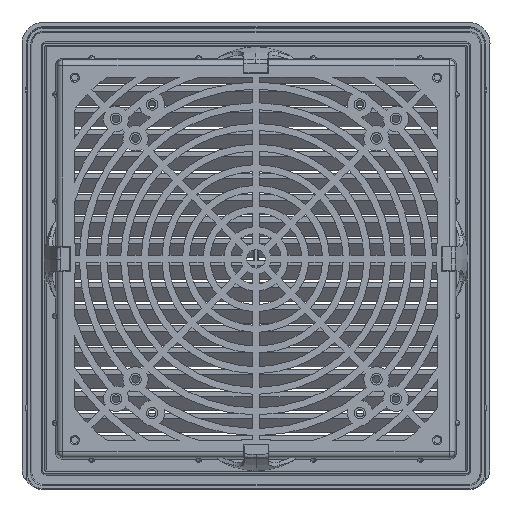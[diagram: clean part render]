
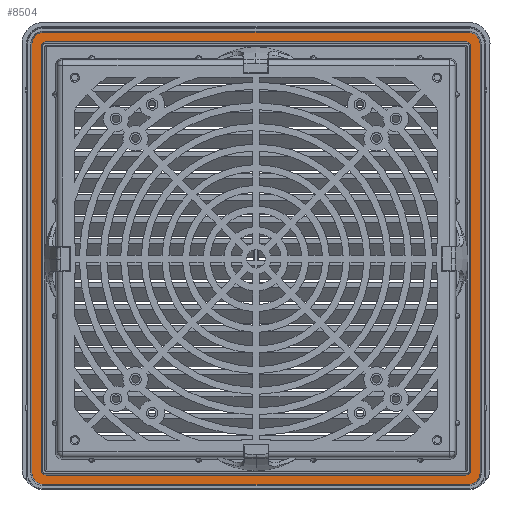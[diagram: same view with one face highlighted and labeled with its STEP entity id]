
A CAD part, top view. The second image highlights one B-rep face of the part: STEP entity #8504.
In plain terms, the highlighted planar face has unit normal (0, 0, 1).
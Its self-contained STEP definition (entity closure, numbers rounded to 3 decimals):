
#1472=FACE_BOUND('',#13054,.T.);
#1473=FACE_BOUND('',#13055,.T.);
#2266=B_SPLINE_CURVE_WITH_KNOTS('',3,(#50276,#50277,#50278,#50279,#50280,
#50281),.UNSPECIFIED.,.F.,.F.,(4,2,4),(0.,0.5,1.),.UNSPECIFIED.);
#2267=B_SPLINE_CURVE_WITH_KNOTS('',3,(#50285,#50286,#50287,#50288,#50289,
#50290),.UNSPECIFIED.,.F.,.F.,(4,2,4),(0.,0.5,1.),.UNSPECIFIED.);
#2268=B_SPLINE_CURVE_WITH_KNOTS('',3,(#50294,#50295,#50296,#50297,#50298,
#50299),.UNSPECIFIED.,.F.,.F.,(4,2,4),(0.,0.5,1.),.UNSPECIFIED.);
#2269=B_SPLINE_CURVE_WITH_KNOTS('',3,(#50303,#50304,#50305,#50306,#50307,
#50308),.UNSPECIFIED.,.F.,.F.,(4,2,4),(0.,0.5,1.),.UNSPECIFIED.);
#3387=LINE('',#50260,#6100);
#3388=LINE('',#50264,#6101);
#3389=LINE('',#50268,#6102);
#3390=LINE('',#50272,#6103);
#3391=LINE('',#50273,#6104);
#3392=LINE('',#50283,#6105);
#3393=LINE('',#50292,#6106);
#3394=LINE('',#50301,#6107);
#6100=VECTOR('',#39342,1.);
#6101=VECTOR('',#39345,1.);
#6102=VECTOR('',#39348,1.);
#6103=VECTOR('',#39351,1.);
#6104=VECTOR('',#39352,1.);
#6105=VECTOR('',#39353,1.);
#6106=VECTOR('',#39354,1.);
#6107=VECTOR('',#39355,1.);
#8504=ADVANCED_FACE('',(#1472,#1473),#10111,.T.);
#10111=PLANE('',#34656);
#13054=EDGE_LOOP('',(#17117,#17118,#17119,#17120,#17121,#17122,#17123,#17124));
#13055=EDGE_LOOP('',(#17125,#17126,#17127,#17128,#17129,#17130,#17131,#17132));
#17117=ORIENTED_EDGE('',*,*,#29574,.F.);
#17118=ORIENTED_EDGE('',*,*,#29575,.F.);
#17119=ORIENTED_EDGE('',*,*,#29576,.F.);
#17120=ORIENTED_EDGE('',*,*,#29577,.T.);
#17121=ORIENTED_EDGE('',*,*,#29578,.T.);
#17122=ORIENTED_EDGE('',*,*,#29579,.T.);
#17123=ORIENTED_EDGE('',*,*,#29580,.T.);
#17124=ORIENTED_EDGE('',*,*,#29581,.F.);
#17125=ORIENTED_EDGE('',*,*,#29582,.T.);
#17126=ORIENTED_EDGE('',*,*,#29583,.F.);
#17127=ORIENTED_EDGE('',*,*,#29584,.T.);
#17128=ORIENTED_EDGE('',*,*,#29585,.T.);
#17129=ORIENTED_EDGE('',*,*,#29586,.F.);
#17130=ORIENTED_EDGE('',*,*,#29587,.T.);
#17131=ORIENTED_EDGE('',*,*,#29588,.F.);
#17132=ORIENTED_EDGE('',*,*,#29589,.F.);
#25949=VERTEX_POINT('',#50258);
#25950=VERTEX_POINT('',#50259);
#25951=VERTEX_POINT('',#50261);
#25952=VERTEX_POINT('',#50263);
#25953=VERTEX_POINT('',#50265);
#25954=VERTEX_POINT('',#50267);
#25955=VERTEX_POINT('',#50269);
#25956=VERTEX_POINT('',#50271);
#25957=VERTEX_POINT('',#50274);
#25958=VERTEX_POINT('',#50275);
#25959=VERTEX_POINT('',#50282);
#25960=VERTEX_POINT('',#50284);
#25961=VERTEX_POINT('',#50291);
#25962=VERTEX_POINT('',#50293);
#25963=VERTEX_POINT('',#50300);
#25964=VERTEX_POINT('',#50302);
#29574=EDGE_CURVE('',#25949,#25950,#33271,.T.);
#29575=EDGE_CURVE('',#25951,#25949,#3387,.T.);
#29576=EDGE_CURVE('',#25952,#25951,#33272,.T.);
#29577=EDGE_CURVE('',#25952,#25953,#3388,.T.);
#29578=EDGE_CURVE('',#25953,#25954,#33273,.T.);
#29579=EDGE_CURVE('',#25954,#25955,#3389,.T.);
#29580=EDGE_CURVE('',#25955,#25956,#33274,.T.);
#29581=EDGE_CURVE('',#25950,#25956,#3390,.T.);
#29582=EDGE_CURVE('',#25957,#25958,#3391,.T.);
#29583=EDGE_CURVE('',#25959,#25958,#2266,.T.);
#29584=EDGE_CURVE('',#25959,#25960,#3392,.T.);
#29585=EDGE_CURVE('',#25960,#25961,#2267,.T.);
#29586=EDGE_CURVE('',#25962,#25961,#3393,.T.);
#29587=EDGE_CURVE('',#25962,#25963,#2268,.T.);
#29588=EDGE_CURVE('',#25964,#25963,#3394,.T.);
#29589=EDGE_CURVE('',#25957,#25964,#2269,.T.);
#33271=CIRCLE('',#34652,1.982);
#33272=CIRCLE('',#34653,1.982);
#33273=CIRCLE('',#34654,1.982);
#33274=CIRCLE('',#34655,1.982);
#34652=AXIS2_PLACEMENT_3D('',#50257,#39340,#39341);
#34653=AXIS2_PLACEMENT_3D('',#50262,#39343,#39344);
#34654=AXIS2_PLACEMENT_3D('',#50266,#39346,#39347);
#34655=AXIS2_PLACEMENT_3D('',#50270,#39349,#39350);
#34656=AXIS2_PLACEMENT_3D('',#50309,#39356,#39357);
#39340=DIRECTION('',(0.,0.,1.));
#39341=DIRECTION('',(-1.,0.,0.));
#39342=DIRECTION('',(0.,-1.,0.));
#39343=DIRECTION('',(0.,0.,1.));
#39344=DIRECTION('',(-1.,0.,0.));
#39345=DIRECTION('',(1.,0.,0.));
#39346=DIRECTION('',(0.,0.,-1.));
#39347=DIRECTION('',(1.,0.,0.));
#39348=DIRECTION('',(0.,-1.,0.));
#39349=DIRECTION('',(0.,0.,-1.));
#39350=DIRECTION('',(1.,0.,0.));
#39351=DIRECTION('',(1.,0.,0.));
#39352=DIRECTION('',(0.,-1.,0.));
#39353=DIRECTION('',(1.,0.,0.));
#39354=DIRECTION('',(0.,-1.,0.));
#39355=DIRECTION('',(1.,0.,0.));
#39356=DIRECTION('',(0.,0.,1.));
#39357=DIRECTION('',(-1.,0.,0.));
#50257=CARTESIAN_POINT('',(-196.291,-652.622,1.6));
#50258=CARTESIAN_POINT('',(-198.272,-652.622,1.6));
#50259=CARTESIAN_POINT('',(-196.291,-654.603,1.6));
#50260=CARTESIAN_POINT('',(-198.272,-587.348,1.6));
#50261=CARTESIAN_POINT('',(-198.272,-467.792,1.6));
#50262=CARTESIAN_POINT('',(-196.291,-467.792,1.6));
#50263=CARTESIAN_POINT('',(-196.291,-465.81,1.6));
#50264=CARTESIAN_POINT('',(-111.561,-465.81,1.6));
#50265=CARTESIAN_POINT('',(-13.261,-465.81,1.6));
#50266=CARTESIAN_POINT('',(-13.261,-467.792,1.6));
#50267=CARTESIAN_POINT('',(-11.28,-467.792,1.6));
#50268=CARTESIAN_POINT('',(-11.28,-587.348,1.6));
#50269=CARTESIAN_POINT('',(-11.28,-652.622,1.6));
#50270=CARTESIAN_POINT('',(-13.261,-652.622,1.6));
#50271=CARTESIAN_POINT('',(-13.261,-654.603,1.6));
#50272=CARTESIAN_POINT('',(-11.089,-654.603,1.6));
#50273=CARTESIAN_POINT('',(-202.46,-539.001,1.6));
#50274=CARTESIAN_POINT('',(-202.46,-466.881,1.6));
#50275=CARTESIAN_POINT('',(-202.46,-653.533,1.6));
#50276=CARTESIAN_POINT('',(-197.202,-658.791,1.6));
#50277=CARTESIAN_POINT('',(-198.59,-658.791,1.6));
#50278=CARTESIAN_POINT('',(-199.954,-658.218,1.6));
#50279=CARTESIAN_POINT('',(-201.887,-656.285,1.6));
#50280=CARTESIAN_POINT('',(-202.46,-654.921,1.6));
#50281=CARTESIAN_POINT('',(-202.46,-653.533,1.6));
#50282=CARTESIAN_POINT('',(-197.202,-658.791,1.6));
#50283=CARTESIAN_POINT('',(-114.798,-658.791,1.6));
#50284=CARTESIAN_POINT('',(-12.35,-658.791,1.6));
#50285=CARTESIAN_POINT('',(-12.35,-658.791,1.6));
#50286=CARTESIAN_POINT('',(-10.962,-658.791,1.6));
#50287=CARTESIAN_POINT('',(-9.598,-658.218,1.6));
#50288=CARTESIAN_POINT('',(-7.665,-656.285,1.6));
#50289=CARTESIAN_POINT('',(-7.092,-654.921,1.6));
#50290=CARTESIAN_POINT('',(-7.092,-653.533,1.6));
#50291=CARTESIAN_POINT('',(-7.092,-653.533,1.6));
#50292=CARTESIAN_POINT('',(-7.092,-539.001,1.6));
#50293=CARTESIAN_POINT('',(-7.092,-466.881,1.6));
#50294=CARTESIAN_POINT('',(-7.092,-466.881,1.6));
#50295=CARTESIAN_POINT('',(-7.092,-465.493,1.6));
#50296=CARTESIAN_POINT('',(-7.665,-464.129,1.6));
#50297=CARTESIAN_POINT('',(-9.598,-462.196,1.6));
#50298=CARTESIAN_POINT('',(-10.962,-461.622,1.6));
#50299=CARTESIAN_POINT('',(-12.35,-461.622,1.6));
#50300=CARTESIAN_POINT('',(-12.35,-461.622,1.6));
#50301=CARTESIAN_POINT('',(-11.089,-461.622,1.6));
#50302=CARTESIAN_POINT('',(-197.202,-461.622,1.6));
#50303=CARTESIAN_POINT('',(-202.46,-466.881,1.6));
#50304=CARTESIAN_POINT('',(-202.46,-465.493,1.6));
#50305=CARTESIAN_POINT('',(-201.887,-464.129,1.6));
#50306=CARTESIAN_POINT('',(-199.954,-462.196,1.6));
#50307=CARTESIAN_POINT('',(-198.59,-461.622,1.6));
#50308=CARTESIAN_POINT('',(-197.202,-461.622,1.6));
#50309=CARTESIAN_POINT('',(-11.089,-539.001,1.6));
